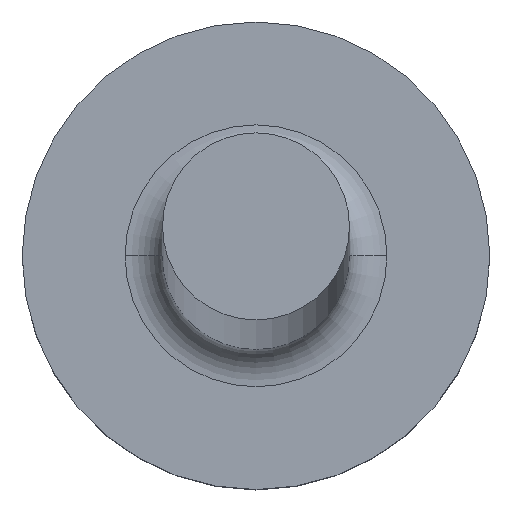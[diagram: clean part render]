
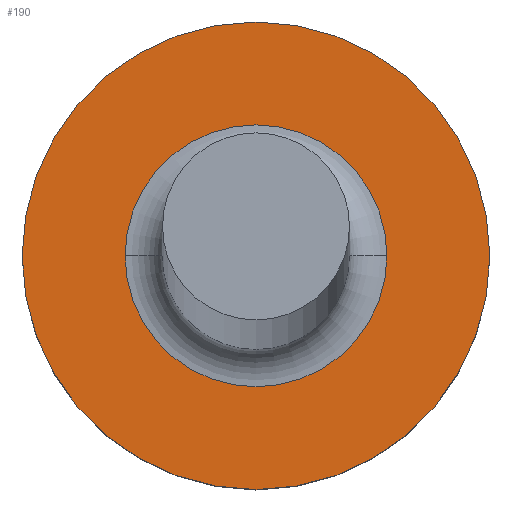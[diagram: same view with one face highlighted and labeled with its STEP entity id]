
A CAD part, top view. The second image highlights one B-rep face of the part: STEP entity #190.
In plain terms, the highlighted planar face has unit normal (0, 0, 1).
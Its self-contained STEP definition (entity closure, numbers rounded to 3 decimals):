
#11 = AXIS2_PLACEMENT_3D ( 'NONE', #60, #20, #183 ) ;
#20 = DIRECTION ( 'NONE',  ( 0., 0., -1. ) ) ;
#23 = DIRECTION ( 'NONE',  ( 1., 0., 0. ) ) ;
#24 = FACE_BOUND ( 'NONE', #128, .T. ) ;
#40 = CARTESIAN_POINT ( 'NONE',  ( 0., 0., 1.2 ) ) ;
#44 = FACE_OUTER_BOUND ( 'NONE', #291, .T. ) ;
#53 = VERTEX_POINT ( 'NONE', #181 ) ;
#57 = VERTEX_POINT ( 'NONE', #275 ) ;
#60 = CARTESIAN_POINT ( 'NONE',  ( 0., 0., 1.2 ) ) ;
#69 = EDGE_CURVE ( 'NONE', #144, #57, #194, .T. ) ;
#70 = AXIS2_PLACEMENT_3D ( 'NONE', #223, #90, #261 ) ;
#88 = EDGE_CURVE ( 'NONE', #57, #144, #165, .T. ) ;
#90 = DIRECTION ( 'NONE',  ( 0., 0., 1. ) ) ;
#96 = VERTEX_POINT ( 'NONE', #302 ) ;
#105 = ORIENTED_EDGE ( 'NONE', *, *, #88, .T. ) ;
#110 = DIRECTION ( 'NONE',  ( 1., 0., 0. ) ) ;
#118 = DIRECTION ( 'NONE',  ( 0., 0., 1. ) ) ;
#124 = CARTESIAN_POINT ( 'NONE',  ( 0., 0., 1.2 ) ) ;
#128 = EDGE_LOOP ( 'NONE', ( #105, #220 ) ) ;
#132 = CARTESIAN_POINT ( 'NONE',  ( -0.7, 0., 1.2 ) ) ;
#144 = VERTEX_POINT ( 'NONE', #132 ) ;
#165 = CIRCLE ( 'NONE', #234, 0.7 ) ;
#169 = AXIS2_PLACEMENT_3D ( 'NONE', #180, #230, #110 ) ;
#180 = CARTESIAN_POINT ( 'NONE',  ( 0., 0., 1.2 ) ) ;
#181 = CARTESIAN_POINT ( 'NONE',  ( 1.25, 0., 1.2 ) ) ;
#182 = EDGE_CURVE ( 'NONE', #96, #53, #257, .T. ) ;
#183 = DIRECTION ( 'NONE',  ( 1., 0., 0. ) ) ;
#190 = ADVANCED_FACE ( 'NONE', ( #24, #44 ), #216, .T. ) ;
#194 = CIRCLE ( 'NONE', #11, 0.7 ) ;
#206 = DIRECTION ( 'NONE',  ( 0., 0., -1. ) ) ;
#208 = AXIS2_PLACEMENT_3D ( 'NONE', #124, #118, #212 ) ;
#212 = DIRECTION ( 'NONE',  ( 1., 0., 0. ) ) ;
#216 = PLANE ( 'NONE',  #208 ) ;
#220 = ORIENTED_EDGE ( 'NONE', *, *, #69, .T. ) ;
#223 = CARTESIAN_POINT ( 'NONE',  ( 0., 0., 1.2 ) ) ;
#230 = DIRECTION ( 'NONE',  ( 0., 0., 1. ) ) ;
#234 = AXIS2_PLACEMENT_3D ( 'NONE', #40, #206, #23 ) ;
#257 = CIRCLE ( 'NONE', #169, 1.25 ) ;
#261 = DIRECTION ( 'NONE',  ( 1., 0., 0. ) ) ;
#272 = ORIENTED_EDGE ( 'NONE', *, *, #182, .T. ) ;
#275 = CARTESIAN_POINT ( 'NONE',  ( 0.7, 0., 1.2 ) ) ;
#284 = EDGE_CURVE ( 'NONE', #53, #96, #305, .T. ) ;
#290 = ORIENTED_EDGE ( 'NONE', *, *, #284, .T. ) ;
#291 = EDGE_LOOP ( 'NONE', ( #272, #290 ) ) ;
#302 = CARTESIAN_POINT ( 'NONE',  ( -1.25, 0., 1.2 ) ) ;
#305 = CIRCLE ( 'NONE', #70, 1.25 ) ;
